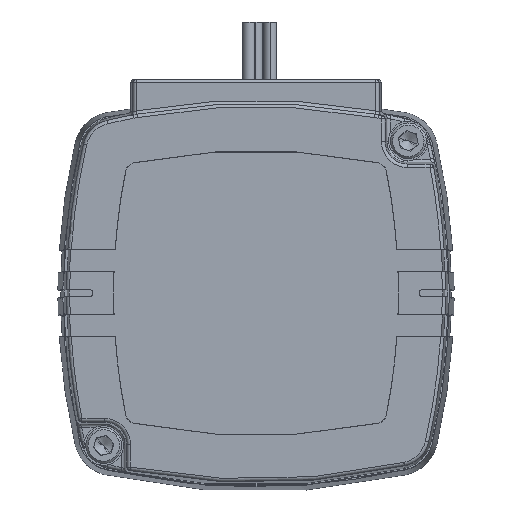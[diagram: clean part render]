
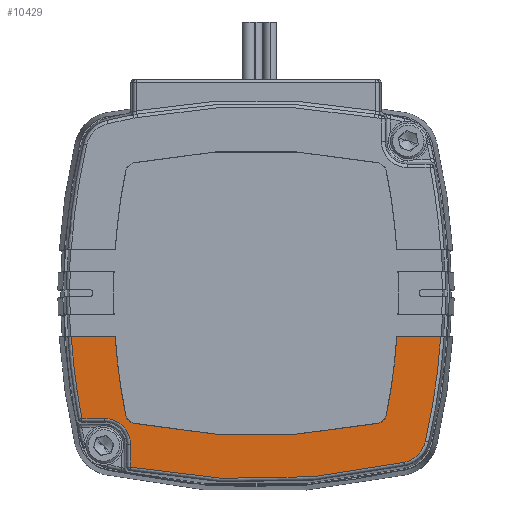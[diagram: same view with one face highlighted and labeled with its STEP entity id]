
A CAD part, top view. The second image highlights one B-rep face of the part: STEP entity #10429.
In plain terms, the highlighted planar face has unit normal (0, 0, 1).
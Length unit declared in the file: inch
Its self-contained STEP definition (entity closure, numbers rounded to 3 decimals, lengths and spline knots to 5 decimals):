
#1329 = VERTEX_POINT ( 'NONE', #15039 ) ;
#1419 = VERTEX_POINT ( 'NONE', #14666 ) ;
#1462 = VERTEX_POINT ( 'NONE', #14597 ) ;
#1470 = VERTEX_POINT ( 'NONE', #14583 ) ;
#1520 = VERTEX_POINT ( 'NONE', #14504 ) ;
#1572 = VERTEX_POINT ( 'NONE', #13546 ) ;
#1733 = VERTEX_POINT ( 'NONE', #13772 ) ;
#1797 = VERTEX_POINT ( 'NONE', #13866 ) ;
#1814 = VERTEX_POINT ( 'NONE', #13770 ) ;
#2044 = VERTEX_POINT ( 'NONE', #14312 ) ;
#2070 = VERTEX_POINT ( 'NONE', #13520 ) ;
#2183 = VERTEX_POINT ( 'NONE', #13828 ) ;
#2584 = DIRECTION ( 'NONE',  ( 1., 0., 0. ) ) ;
#2646 = DIRECTION ( 'NONE',  ( 0., 0., 1. ) ) ;
#2652 = CARTESIAN_POINT ( 'NONE',  ( 2.065, -2.065, 2.63 ) ) ;
#2656 = PLANE ( 'NONE',  #30853 ) ;
#2917 = EDGE_LOOP ( 'NONE', ( #22028, #24341, #24347, #24342, #24343, #24355, #24364, #24367, #24365, #24366, #24353, #24356, #24357, #24360 ) ) ;
#3849 = VERTEX_POINT ( 'NONE', #13897 ) ;
#4847 = CIRCLE ( 'NONE', #31618, 0.25045 ) ;
#4892 = CIRCLE ( 'NONE', #31655, 5.37 ) ;
#5078 = DIRECTION ( 'NONE',  ( 1., 0., 0. ) ) ;
#5090 = CARTESIAN_POINT ( 'NONE',  ( 1.12964, -0.38, 2.63 ) ) ;
#5295 = VECTOR ( 'NONE', #9716, 39.37008 ) ;
#5312 = LINE ( 'NONE', #9715, #5295 ) ;
#5564 = VECTOR ( 'NONE', #28381, 39.37008 ) ;
#5568 = LINE ( 'NONE', #28382, #5564 ) ;
#5569 = CIRCLE ( 'NONE', #31475, 5.75045 ) ;
#6016 = CIRCLE ( 'NONE', #31445, 5.75045 ) ;
#6080 = CIRCLE ( 'NONE', #31440, 0.09 ) ;
#6364 = EDGE_CURVE ( 'NONE', #1419, #3849, #9435, .T. ) ;
#6546 = EDGE_CURVE ( 'NONE', #1520, #2044, #8989, .T. ) ;
#6834 = VECTOR ( 'NONE', #27140, 39.37008 ) ;
#6838 = LINE ( 'NONE', #27139, #6834 ) ;
#6889 = CIRCLE ( 'NONE', #31367, 5.37 ) ;
#7415 = CIRCLE ( 'NONE', #31153, 5.75045 ) ;
#7418 = CIRCLE ( 'NONE', #31152, 0.09 ) ;
#7858 = DIRECTION ( 'NONE',  ( 1., 0., 0. ) ) ;
#7860 = DIRECTION ( 'NONE',  ( 0., 0., -1. ) ) ;
#7862 = CARTESIAN_POINT ( 'NONE',  ( -1.3188, -1.3188, 2.63 ) ) ;
#8522 = FACE_OUTER_BOUND ( 'NONE', #2917, .T. ) ;
#8927 = VECTOR ( 'NONE', #5078, 39.37008 ) ;
#8989 = LINE ( 'NONE', #5090, #8927 ) ;
#9245 = CIRCLE ( 'NONE', #31127, 5.37 ) ;
#9435 = CIRCLE ( 'NONE', #30654, 0.22589 ) ;
#9715 = CARTESIAN_POINT ( 'NONE',  ( 2.065, -1.09291, 2.63 ) ) ;
#9716 = DIRECTION ( 'NONE',  ( 1., 0., 0. ) ) ;
#10363 = CARTESIAN_POINT ( 'NONE',  ( 1.23057, -1.23057, 2.63 ) ) ;
#10365 = DIRECTION ( 'NONE',  ( 0., 0., 1. ) ) ;
#10367 = DIRECTION ( 'NONE',  ( 1., 0., 0. ) ) ;
#10429 = ADVANCED_FACE ( 'NONE', ( #8522 ), #2656, .T. ) ;
#10768 = CARTESIAN_POINT ( 'NONE',  ( -4.13, 0., 2.63 ) ) ;
#10769 = DIRECTION ( 'NONE',  ( 0., 0., 1. ) ) ;
#10771 = DIRECTION ( 'NONE',  ( -1., 0., 0. ) ) ;
#13520 = CARTESIAN_POINT ( 'NONE',  ( -1.06328, -1.13368, 2.63 ) ) ;
#13546 = CARTESIAN_POINT ( 'NONE',  ( -1.60788, -0.38, 2.63 ) ) ;
#13770 = CARTESIAN_POINT ( 'NONE',  ( -1.22654, -0.38, 2.63 ) ) ;
#13772 = CARTESIAN_POINT ( 'NONE',  ( -1.13368, -1.06328, 2.63 ) ) ;
#13828 = CARTESIAN_POINT ( 'NONE',  ( 1.47467, -1.2866, 2.63 ) ) ;
#13866 = CARTESIAN_POINT ( 'NONE',  ( 1.13368, -1.06328, 2.63 ) ) ;
#13897 = CARTESIAN_POINT ( 'NONE',  ( -1.09291, -1.3188, 2.63 ) ) ;
#14312 = CARTESIAN_POINT ( 'NONE',  ( 1.60788, -0.38, 2.63 ) ) ;
#14504 = CARTESIAN_POINT ( 'NONE',  ( 1.22654, -0.38, 2.63 ) ) ;
#14583 = CARTESIAN_POINT ( 'NONE',  ( -1.51563, -1.09291, 2.63 ) ) ;
#14597 = CARTESIAN_POINT ( 'NONE',  ( 1.06328, -1.13368, 2.63 ) ) ;
#14666 = CARTESIAN_POINT ( 'NONE',  ( -1.3188, -1.09291, 2.63 ) ) ;
#15039 = CARTESIAN_POINT ( 'NONE',  ( 1.2866, -1.47467, 2.63 ) ) ;
#18159 = CARTESIAN_POINT ( 'NONE',  ( -1.09291, -1.51563, 2.63 ) ) ;
#20112 = EDGE_CURVE ( 'NONE', #1814, #1733, #9245, .T. ) ;
#20154 = EDGE_CURVE ( 'NONE', #1797, #1462, #7418, .T. ) ;
#20156 = EDGE_CURVE ( 'NONE', #1572, #1470, #7415, .T. ) ;
#21246 = EDGE_CURVE ( 'NONE', #2070, #1462, #6889, .T. ) ;
#21304 = EDGE_CURVE ( 'NONE', #1572, #1814, #6838, .T. ) ;
#21449 = EDGE_CURVE ( 'NONE', #2070, #1733, #6080, .T. ) ;
#21464 = EDGE_CURVE ( 'NONE', #2183, #2044, #6016, .T. ) ;
#21532 = EDGE_CURVE ( 'NONE', #3849, #28922, #5568, .T. ) ;
#21535 = EDGE_CURVE ( 'NONE', #28922, #1329, #5569, .T. ) ;
#21762 = EDGE_CURVE ( 'NONE', #1470, #1419, #5312, .T. ) ;
#21888 = EDGE_CURVE ( 'NONE', #1329, #2183, #4847, .T. ) ;
#21956 = EDGE_CURVE ( 'NONE', #1797, #1520, #4892, .T. ) ;
#22028 = ORIENTED_EDGE ( 'NONE', *, *, #21304, .F. ) ;
#24341 = ORIENTED_EDGE ( 'NONE', *, *, #20156, .T. ) ;
#24342 = ORIENTED_EDGE ( 'NONE', *, *, #6364, .T. ) ;
#24343 = ORIENTED_EDGE ( 'NONE', *, *, #21532, .T. ) ;
#24347 = ORIENTED_EDGE ( 'NONE', *, *, #21762, .T. ) ;
#24353 = ORIENTED_EDGE ( 'NONE', *, *, #20154, .T. ) ;
#24355 = ORIENTED_EDGE ( 'NONE', *, *, #21535, .T. ) ;
#24356 = ORIENTED_EDGE ( 'NONE', *, *, #21246, .F. ) ;
#24357 = ORIENTED_EDGE ( 'NONE', *, *, #21449, .T. ) ;
#24360 = ORIENTED_EDGE ( 'NONE', *, *, #20112, .F. ) ;
#24364 = ORIENTED_EDGE ( 'NONE', *, *, #21888, .T. ) ;
#24365 = ORIENTED_EDGE ( 'NONE', *, *, #6546, .F. ) ;
#24366 = ORIENTED_EDGE ( 'NONE', *, *, #21956, .F. ) ;
#24367 = ORIENTED_EDGE ( 'NONE', *, *, #21464, .T. ) ;
#25677 = CARTESIAN_POINT ( 'NONE',  ( 4.13, 0., 2.63 ) ) ;
#25678 = DIRECTION ( 'NONE',  ( 0., 0., 1. ) ) ;
#25679 = DIRECTION ( 'NONE',  ( -1., 0., 0. ) ) ;
#25888 = CARTESIAN_POINT ( 'NONE',  ( 1.04546, -1.04546, 2.63 ) ) ;
#25889 = DIRECTION ( 'NONE',  ( 0., 0., -1. ) ) ;
#25890 = DIRECTION ( 'NONE',  ( 1., 0., 0. ) ) ;
#25892 = CARTESIAN_POINT ( 'NONE',  ( 4.13, 0., 2.63 ) ) ;
#25893 = DIRECTION ( 'NONE',  ( 0., 0., 1. ) ) ;
#25894 = DIRECTION ( 'NONE',  ( 1., 0., 0. ) ) ;
#26819 = CARTESIAN_POINT ( 'NONE',  ( 0., 4.13, 2.63 ) ) ;
#26820 = DIRECTION ( 'NONE',  ( 0., 0., 1. ) ) ;
#26821 = DIRECTION ( 'NONE',  ( 1., 0., 0. ) ) ;
#27139 = CARTESIAN_POINT ( 'NONE',  ( -1.87294, -0.38, 2.63 ) ) ;
#27140 = DIRECTION ( 'NONE',  ( 1., 0., 0. ) ) ;
#27969 = CARTESIAN_POINT ( 'NONE',  ( -1.04546, -1.04546, 2.63 ) ) ;
#27970 = DIRECTION ( 'NONE',  ( 0., 0., -1. ) ) ;
#27971 = DIRECTION ( 'NONE',  ( 1., 0., 0. ) ) ;
#28037 = CARTESIAN_POINT ( 'NONE',  ( -4.13, 0., 2.63 ) ) ;
#28038 = DIRECTION ( 'NONE',  ( 0., 0., 1. ) ) ;
#28039 = DIRECTION ( 'NONE',  ( 1., 0., 0. ) ) ;
#28381 = DIRECTION ( 'NONE',  ( 0., -1., 0. ) ) ;
#28382 = CARTESIAN_POINT ( 'NONE',  ( -1.09291, -2.065, 2.63 ) ) ;
#28413 = CARTESIAN_POINT ( 'NONE',  ( 0., 4.13, 2.63 ) ) ;
#28414 = DIRECTION ( 'NONE',  ( 0., 0., 1. ) ) ;
#28415 = DIRECTION ( 'NONE',  ( 1., 0., 0. ) ) ;
#28922 = VERTEX_POINT ( 'NONE', #18159 ) ;
#30654 = AXIS2_PLACEMENT_3D ( 'NONE', #7862, #7860, #7858 ) ;
#30853 = AXIS2_PLACEMENT_3D ( 'NONE', #2652, #2646, #2584 ) ;
#31127 = AXIS2_PLACEMENT_3D ( 'NONE', #25677, #25678, #25679 ) ;
#31152 = AXIS2_PLACEMENT_3D ( 'NONE', #25888, #25889, #25890 ) ;
#31153 = AXIS2_PLACEMENT_3D ( 'NONE', #25892, #25893, #25894 ) ;
#31367 = AXIS2_PLACEMENT_3D ( 'NONE', #26819, #26820, #26821 ) ;
#31440 = AXIS2_PLACEMENT_3D ( 'NONE', #27969, #27970, #27971 ) ;
#31445 = AXIS2_PLACEMENT_3D ( 'NONE', #28037, #28038, #28039 ) ;
#31475 = AXIS2_PLACEMENT_3D ( 'NONE', #28413, #28414, #28415 ) ;
#31618 = AXIS2_PLACEMENT_3D ( 'NONE', #10363, #10365, #10367 ) ;
#31655 = AXIS2_PLACEMENT_3D ( 'NONE', #10768, #10769, #10771 ) ;
